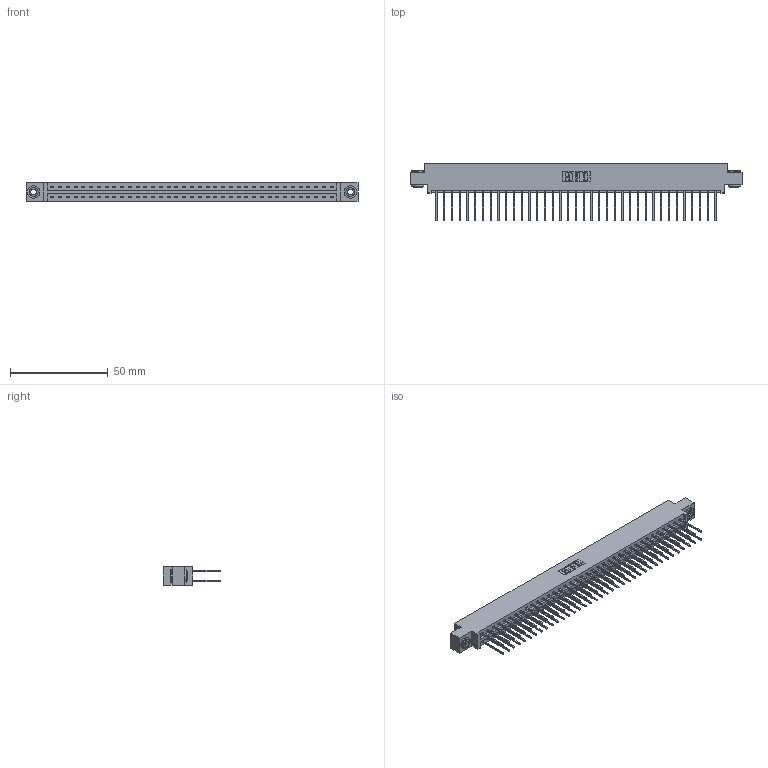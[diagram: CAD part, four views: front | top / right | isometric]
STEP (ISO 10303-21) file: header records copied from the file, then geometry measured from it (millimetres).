
FILE_DESCRIPTION (( 'STEP AP203' ), '1' );
FILE_NAME ('387-074-540-803.STEP', '2019-10-22T01:37:58', ( '' ), ( '' ), 'SwSTEP 2.0', 'SolidWorks 2016', '' );
FILE_SCHEMA (( 'CONFIG_CONTROL_DESIGN' ));
Length unit declared in the file: inch
Products named in the file (4): 387-074-540-803; 345-292-001_345-293-140; 337 Part_0.170 Offset - 0.156 Dia-TH; 345-250-002_345-250-002-102
Assembly tree (77 placements, depth 2):
  387-074-540-803
    337 Part_0.170 Offset - 0.156 Dia-TH
    345-292-001_345-293-140  x74
    345-250-002_345-250-002-102  x2
Bounding box: 169.62 x 29.47 x 9.4 mm (x, y, z)
Volume: 17991.9 mm3; surface area: 22010.3 mm2
Topology: 77 solids, 77 shells, 4152 faces, 12313 edges, 8106 vertices
Faces by surface type: plane 2896, cylinder 1248, cone 8
Entity records: 30134 total; most frequent: CARTESIAN_POINT 5057, ORIENTED_EDGE 4986, DIRECTION 4343, EDGE_CURVE 2493, VECTOR 2341, LINE 2341, VERTEX_POINT 1658, AXIS2_PLACEMENT_3D 1001
